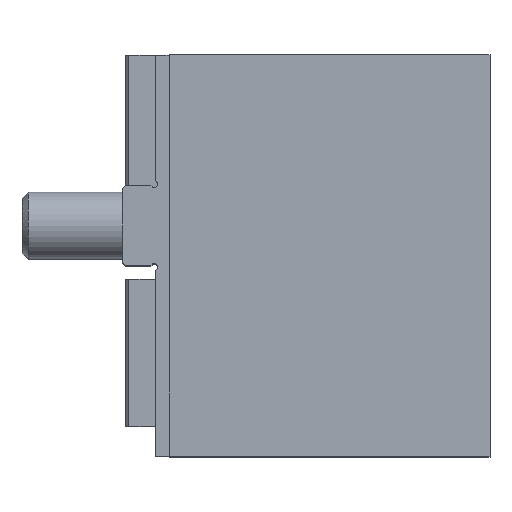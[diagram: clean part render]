
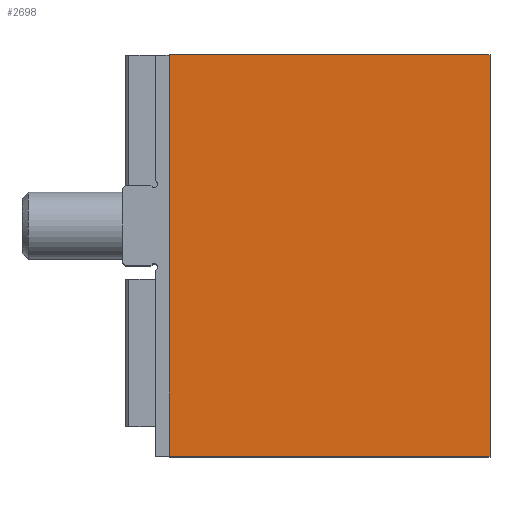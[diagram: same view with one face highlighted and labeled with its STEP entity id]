
A CAD part, top view. The second image highlights one B-rep face of the part: STEP entity #2698.
In plain terms, the highlighted planar face has unit normal (0, 0, 1).
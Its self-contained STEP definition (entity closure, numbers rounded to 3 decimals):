
#191=LINE('',#4182,#451);
#205=LINE('',#4209,#465);
#216=LINE('',#4228,#476);
#227=LINE('',#4258,#487);
#451=VECTOR('',#3368,10.);
#465=VECTOR('',#3384,10.);
#476=VECTOR('',#3401,10.);
#487=VECTOR('',#3424,10.);
#700=FACE_OUTER_BOUND('',#857,.T.);
#857=EDGE_LOOP('',(#2035,#2036,#2037,#2038));
#1155=VERTEX_POINT('',#4179);
#1156=VERTEX_POINT('',#4181);
#1167=VERTEX_POINT('',#4206);
#1168=VERTEX_POINT('',#4208);
#1457=EDGE_CURVE('',#1156,#1155,#191,.T.);
#1471=EDGE_CURVE('',#1168,#1167,#205,.T.);
#1482=EDGE_CURVE('',#1168,#1155,#216,.T.);
#1497=EDGE_CURVE('',#1156,#1167,#227,.T.);
#2035=ORIENTED_EDGE('',*,*,#1482,.F.);
#2036=ORIENTED_EDGE('',*,*,#1471,.T.);
#2037=ORIENTED_EDGE('',*,*,#1497,.F.);
#2038=ORIENTED_EDGE('',*,*,#1457,.T.);
#2434=PLANE('',#2912);
#2698=ADVANCED_FACE('',(#700),#2434,.F.);
#2912=AXIS2_PLACEMENT_3D('',#4257,#3422,#3423);
#3368=DIRECTION('',(1.,0.,0.));
#3384=DIRECTION('',(-1.,0.,0.));
#3401=DIRECTION('',(0.,-1.,0.));
#3422=DIRECTION('center_axis',(0.,0.,-1.));
#3423=DIRECTION('ref_axis',(-1.,0.,0.));
#3424=DIRECTION('',(0.,1.,0.));
#4179=CARTESIAN_POINT('',(50.,13.,109.5));
#4181=CARTESIAN_POINT('',(2.,13.,109.5));
#4182=CARTESIAN_POINT('',(79.397,13.,109.5));
#4206=CARTESIAN_POINT('',(2.,73.,109.5));
#4208=CARTESIAN_POINT('',(50.,73.,109.5));
#4209=CARTESIAN_POINT('',(42.563,73.,109.5));
#4228=CARTESIAN_POINT('',(50.,93.,109.5));
#4257=CARTESIAN_POINT('Origin',(86.326,93.,109.5));
#4258=CARTESIAN_POINT('',(2.,46.5,109.5));
